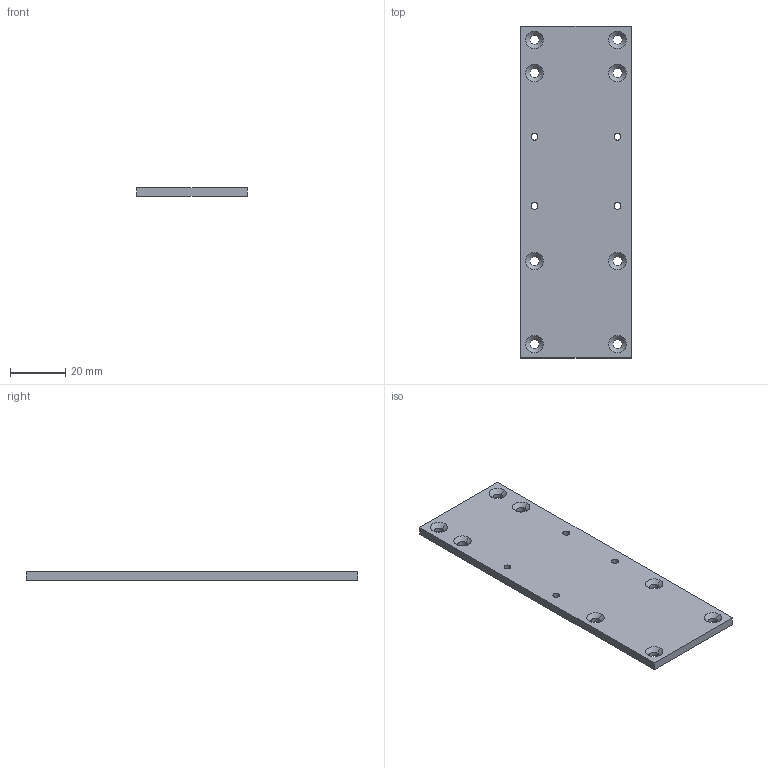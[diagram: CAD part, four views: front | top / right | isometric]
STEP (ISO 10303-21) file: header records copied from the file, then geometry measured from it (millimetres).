
FILE_DESCRIPTION (( 'STEP AP214' ), '1' );
FILE_NAME ('XW-USI-054-A-support-boitier-hydrau.STEP', '2020-09-16T12:40:02', ( '' ), ( '' ), 'SwSTEP 2.0', 'SolidWorks 2016', '' );
FILE_SCHEMA (( 'AUTOMOTIVE_DESIGN' ));
Length unit declared in the file: millimetre
Products named in the file (1): XW-USI-054-A-support-boitier-hydrau
Bounding box: 40 x 120 x 3 mm (x, y, z)
Volume: 14007.8 mm3; surface area: 10675.4 mm2
Topology: 1 solids, 1 shells, 46 faces, 116 edges, 72 vertices
Faces by surface type: cylinder 24, cone 16, plane 6
Entity records: 1566 total; most frequent: DIRECTION 274, CARTESIAN_POINT 235, ORIENTED_EDGE 232, EDGE_CURVE 116, AXIS2_PLACEMENT_3D 111, VERTEX_POINT 72, EDGE_LOOP 70, CIRCLE 64
